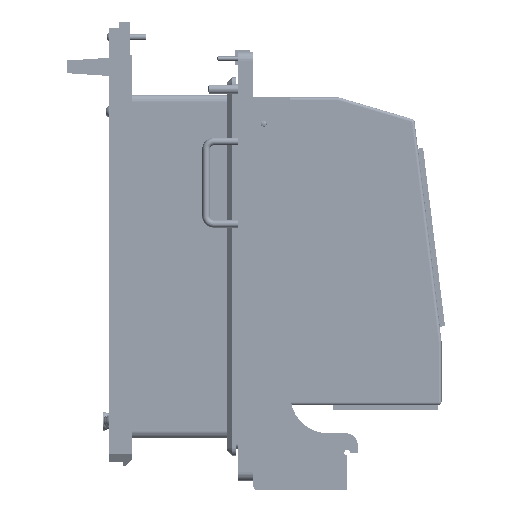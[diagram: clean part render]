
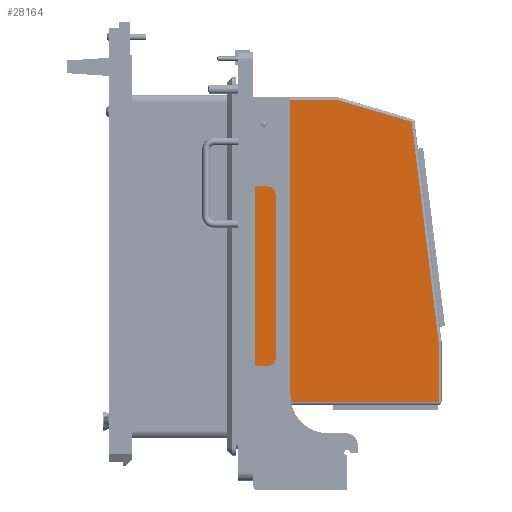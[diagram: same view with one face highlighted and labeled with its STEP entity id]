
A CAD part, left-side view. The second image highlights one B-rep face of the part: STEP entity #28164.
In plain terms, the highlighted planar face has unit normal (-1, 0, 0).
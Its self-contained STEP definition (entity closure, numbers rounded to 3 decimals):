
#2107 = CARTESIAN_POINT ( 'NONE',  ( -146., 23.619, 116.062 ) ) ;
#5537 = ORIENTED_EDGE ( 'NONE', *, *, #50088, .T. ) ;
#6837 = VERTEX_POINT ( 'NONE', #78969 ) ;
#10245 = DIRECTION ( 'NONE',  ( 0., 0., 1. ) ) ;
#17168 = LINE ( 'NONE', #2107, #59597 ) ;
#17637 = EDGE_CURVE ( 'NONE', #73530, #90511, #60547, .T. ) ;
#18760 = VERTEX_POINT ( 'NONE', #63879 ) ;
#19005 = EDGE_CURVE ( 'NONE', #73530, #6837, #78654, .T. ) ;
#19072 = VERTEX_POINT ( 'NONE', #24997 ) ;
#22434 = ORIENTED_EDGE ( 'NONE', *, *, #73341, .T. ) ;
#22472 = VECTOR ( 'NONE', #89105, 1000. ) ;
#24545 = DIRECTION ( 'NONE',  ( 0., 0., 1. ) ) ;
#24997 = CARTESIAN_POINT ( 'NONE',  ( -146., 69.289, 101. ) ) ;
#28164 = ADVANCED_FACE ( 'NONE', ( #91358 ), #87711, .F. ) ;
#30409 = DIRECTION ( 'NONE',  ( 1., 0., 0. ) ) ;
#30494 = CARTESIAN_POINT ( 'NONE',  ( -146., 130., -101. ) ) ;
#30587 = CARTESIAN_POINT ( 'NONE',  ( -146., 130., 101. ) ) ;
#37404 = CARTESIAN_POINT ( 'NONE',  ( -146., 19.983, 86.453 ) ) ;
#37448 = EDGE_LOOP ( 'NONE', ( #52297, #54099, #22434, #69841, #5537, #80779 ) ) ;
#39269 = LINE ( 'NONE', #30587, #42747 ) ;
#40530 = EDGE_CURVE ( 'NONE', #18760, #69810, #17168, .T. ) ;
#42747 = VECTOR ( 'NONE', #82468, 1000. ) ;
#42885 = VECTOR ( 'NONE', #24545, 1000. ) ;
#44568 = DIRECTION ( 'NONE',  ( 0., 0.122, 0.993 ) ) ;
#46645 = CARTESIAN_POINT ( 'NONE',  ( -146., 2., -59.887 ) ) ;
#48214 = CARTESIAN_POINT ( 'NONE',  ( -146., 125., -101. ) ) ;
#48869 = EDGE_CURVE ( 'NONE', #19072, #90511, #39269, .T. ) ;
#50088 = EDGE_CURVE ( 'NONE', #69810, #19072, #51775, .T. ) ;
#51197 = CARTESIAN_POINT ( 'NONE',  ( -146., 130., 103. ) ) ;
#51775 = LINE ( 'NONE', #67278, #55237 ) ;
#52297 = ORIENTED_EDGE ( 'NONE', *, *, #17637, .F. ) ;
#53203 = DIRECTION ( 'NONE',  ( 0., 0.959, 0.283 ) ) ;
#54099 = ORIENTED_EDGE ( 'NONE', *, *, #19005, .T. ) ;
#55092 = CARTESIAN_POINT ( 'NONE',  ( -146., 125., 103. ) ) ;
#55237 = VECTOR ( 'NONE', #53203, 1000. ) ;
#59597 = VECTOR ( 'NONE', #44568, 1000. ) ;
#60547 = LINE ( 'NONE', #55092, #93644 ) ;
#63879 = CARTESIAN_POINT ( 'NONE',  ( -146., 2., -60.009 ) ) ;
#67278 = CARTESIAN_POINT ( 'NONE',  ( -146., 125.681, 117.638 ) ) ;
#69810 = VERTEX_POINT ( 'NONE', #37404 ) ;
#69841 = ORIENTED_EDGE ( 'NONE', *, *, #40530, .T. ) ;
#73111 = CARTESIAN_POINT ( 'NONE',  ( -146., 125., 101. ) ) ;
#73341 = EDGE_CURVE ( 'NONE', #6837, #18760, #81875, .T. ) ;
#73530 = VERTEX_POINT ( 'NONE', #48214 ) ;
#78654 = LINE ( 'NONE', #30494, #22472 ) ;
#78969 = CARTESIAN_POINT ( 'NONE',  ( -146., 2., -101. ) ) ;
#80779 = ORIENTED_EDGE ( 'NONE', *, *, #48869, .T. ) ;
#81875 = LINE ( 'NONE', #46645, #42885 ) ;
#82468 = DIRECTION ( 'NONE',  ( 0., 1., 0. ) ) ;
#87711 = PLANE ( 'NONE',  #90569 ) ;
#89008 = DIRECTION ( 'NONE',  ( 0., 0., -1. ) ) ;
#89105 = DIRECTION ( 'NONE',  ( 0., -1., 0. ) ) ;
#90511 = VERTEX_POINT ( 'NONE', #73111 ) ;
#90569 = AXIS2_PLACEMENT_3D ( 'NONE', #51197, #30409, #89008 ) ;
#91358 = FACE_OUTER_BOUND ( 'NONE', #37448, .T. ) ;
#93644 = VECTOR ( 'NONE', #10245, 1000. ) ;
